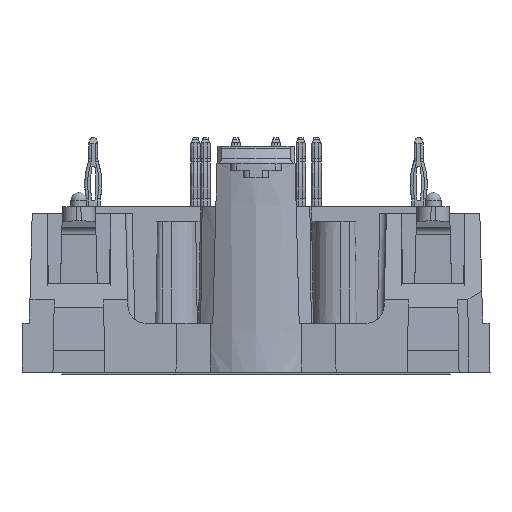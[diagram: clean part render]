
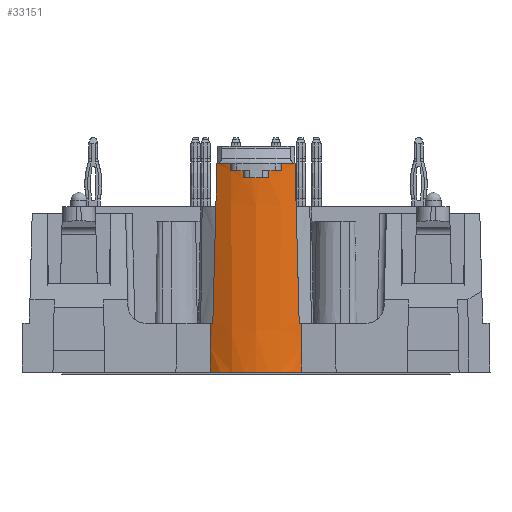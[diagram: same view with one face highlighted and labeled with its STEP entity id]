
A CAD part, left-side view. The second image highlights one B-rep face of the part: STEP entity #33151.
In plain terms, the highlighted conical face has half-angle 0.516 degrees and reference radius 5.5 mm.
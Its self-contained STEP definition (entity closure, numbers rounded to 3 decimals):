
#23=CONICAL_SURFACE('',#47698,5.5,0.009);
#100=ELLIPSE('',#47697,248.172,3.71);
#101=ELLIPSE('',#47701,283.039,6.957);
#102=ELLIPSE('',#47707,283.039,6.957);
#103=ELLIPSE('',#47709,248.172,3.71);
#1440=CIRCLE('',#47699,5.469);
#1441=CIRCLE('',#47700,5.5);
#1442=CIRCLE('',#47702,5.6);
#1443=CIRCLE('',#47703,5.595);
#1444=CIRCLE('',#47704,5.591);
#1445=CIRCLE('',#47705,5.595);
#1446=CIRCLE('',#47706,5.6);
#1447=CIRCLE('',#47708,5.5);
#4629=ORIENTED_EDGE('',*,*,#14395,.T.);
#4630=ORIENTED_EDGE('',*,*,#14394,.F.);
#4631=ORIENTED_EDGE('',*,*,#14396,.T.);
#4632=ORIENTED_EDGE('',*,*,#14397,.T.);
#4633=ORIENTED_EDGE('',*,*,#14398,.T.);
#4634=ORIENTED_EDGE('',*,*,#14399,.T.);
#4635=ORIENTED_EDGE('',*,*,#14400,.T.);
#4636=ORIENTED_EDGE('',*,*,#14401,.T.);
#4637=ORIENTED_EDGE('',*,*,#14402,.T.);
#4638=ORIENTED_EDGE('',*,*,#14403,.T.);
#4639=ORIENTED_EDGE('',*,*,#14404,.T.);
#4640=ORIENTED_EDGE('',*,*,#14405,.T.);
#4641=ORIENTED_EDGE('',*,*,#14406,.T.);
#4642=ORIENTED_EDGE('',*,*,#14407,.T.);
#4643=ORIENTED_EDGE('',*,*,#14408,.T.);
#4644=ORIENTED_EDGE('',*,*,#14409,.F.);
#14394=EDGE_CURVE('',#19329,#19328,#100,.T.);
#14395=EDGE_CURVE('',#19330,#19328,#1440,.T.);
#14396=EDGE_CURVE('',#19329,#19331,#1441,.T.);
#14397=EDGE_CURVE('',#19331,#19332,#101,.T.);
#14398=EDGE_CURVE('',#19332,#19333,#1442,.T.);
#14399=EDGE_CURVE('',#19333,#19334,#22580,.T.);
#14400=EDGE_CURVE('',#19334,#19335,#1443,.T.);
#14401=EDGE_CURVE('',#19335,#19336,#22581,.T.);
#14402=EDGE_CURVE('',#19336,#19337,#1444,.T.);
#14403=EDGE_CURVE('',#19337,#19338,#22582,.T.);
#14404=EDGE_CURVE('',#19338,#19339,#1445,.T.);
#14405=EDGE_CURVE('',#19339,#19340,#22583,.T.);
#14406=EDGE_CURVE('',#19340,#19341,#1446,.T.);
#14407=EDGE_CURVE('',#19341,#19342,#102,.T.);
#14408=EDGE_CURVE('',#19342,#19343,#1447,.T.);
#14409=EDGE_CURVE('',#19330,#19343,#103,.T.);
#19328=VERTEX_POINT('',#60179);
#19329=VERTEX_POINT('',#60181);
#19330=VERTEX_POINT('',#60185);
#19331=VERTEX_POINT('',#60187);
#19332=VERTEX_POINT('',#60189);
#19333=VERTEX_POINT('',#60191);
#19334=VERTEX_POINT('',#60193);
#19335=VERTEX_POINT('',#60195);
#19336=VERTEX_POINT('',#60197);
#19337=VERTEX_POINT('',#60199);
#19338=VERTEX_POINT('',#60201);
#19339=VERTEX_POINT('',#60203);
#19340=VERTEX_POINT('',#60205);
#19341=VERTEX_POINT('',#60207);
#19342=VERTEX_POINT('',#60209);
#19343=VERTEX_POINT('',#60211);
#22580=LINE('',#60192,#25505);
#22581=LINE('',#60196,#25506);
#22582=LINE('',#60200,#25507);
#22583=LINE('',#60204,#25508);
#25505=VECTOR('',#50979,1000.);
#25506=VECTOR('',#50982,1000.);
#25507=VECTOR('',#50985,1000.);
#25508=VECTOR('',#50988,1000.);
#28194=EDGE_LOOP('',(#4629,#4630,#4631,#4632,#4633,#4634,#4635,#4636,#4637,
#4638,#4639,#4640,#4641,#4642,#4643,#4644));
#30250=FACE_BOUND('',#28194,.T.);
#33151=ADVANCED_FACE('',(#30250),#23,.T.);
#47697=AXIS2_PLACEMENT_3D('',#60182,#50967,#50968);
#47698=AXIS2_PLACEMENT_3D('',#60183,#50969,#50970);
#47699=AXIS2_PLACEMENT_3D('',#60184,#50971,#50972);
#47700=AXIS2_PLACEMENT_3D('',#60186,#50973,#50974);
#47701=AXIS2_PLACEMENT_3D('',#60188,#50975,#50976);
#47702=AXIS2_PLACEMENT_3D('',#60190,#50977,#50978);
#47703=AXIS2_PLACEMENT_3D('',#60194,#50980,#50981);
#47704=AXIS2_PLACEMENT_3D('',#60198,#50983,#50984);
#47705=AXIS2_PLACEMENT_3D('',#60202,#50986,#50987);
#47706=AXIS2_PLACEMENT_3D('',#60206,#50989,#50990);
#47707=AXIS2_PLACEMENT_3D('',#60208,#50991,#50992);
#47708=AXIS2_PLACEMENT_3D('',#60210,#50993,#50994);
#47709=AXIS2_PLACEMENT_3D('',#60212,#50995,#50996);
#50967=DIRECTION('',(1.,0.,0.017));
#50968=DIRECTION('',(-0.017,0.,1.));
#50969=DIRECTION('',(0.,0.,1.));
#50970=DIRECTION('',(-1.,0.,0.));
#50971=DIRECTION('',(0.,0.,1.));
#50972=DIRECTION('',(1.,0.,0.));
#50973=DIRECTION('',(0.,0.,-1.));
#50974=DIRECTION('',(-1.,0.,0.));
#50975=DIRECTION('',(0.,1.,-0.026));
#50976=DIRECTION('',(0.,0.026,1.));
#50977=DIRECTION('',(0.,0.,-1.));
#50978=DIRECTION('',(-1.,0.,0.));
#50979=DIRECTION('',(0.009,0.,-1.));
#50980=DIRECTION('',(0.,0.,-1.));
#50981=DIRECTION('',(-1.,0.,0.));
#50982=DIRECTION('',(0.009,0.,-1.));
#50983=DIRECTION('',(0.,0.,-1.));
#50984=DIRECTION('',(-1.,0.,0.));
#50985=DIRECTION('',(-0.009,0.,1.));
#50986=DIRECTION('',(0.,0.,-1.));
#50987=DIRECTION('',(-1.,0.,0.));
#50988=DIRECTION('',(-0.009,0.,1.));
#50989=DIRECTION('',(0.,0.,-1.));
#50990=DIRECTION('',(-1.,0.,0.));
#50991=DIRECTION('',(0.,-1.,-0.026));
#50992=DIRECTION('',(0.,-0.026,1.));
#50993=DIRECTION('',(0.,0.,-1.));
#50994=DIRECTION('',(-1.,0.,0.));
#50995=DIRECTION('',(1.,0.,0.017));
#50996=DIRECTION('',(-0.017,0.,1.));
#60179=CARTESIAN_POINT('',(-31.941,-3.193,0.));
#60181=CARTESIAN_POINT('',(-32.,-3.162,3.4));
#60182=CARTESIAN_POINT('',(-29.735,0.,-126.336));
#60183=CARTESIAN_POINT('',(-27.5,0.,3.4));
#60184=CARTESIAN_POINT('',(-27.5,0.,0.));
#60185=CARTESIAN_POINT('',(-31.941,3.193,0.));
#60186=CARTESIAN_POINT('',(-27.5,0.,3.4));
#60187=CARTESIAN_POINT('',(-32.11,-3.,3.4));
#60188=CARTESIAN_POINT('',(-27.5,2.549,215.309));
#60189=CARTESIAN_POINT('',(-32.401,-2.709,14.5));
#60190=CARTESIAN_POINT('',(-27.5,0.,14.5));
#60191=CARTESIAN_POINT('',(-32.82,-1.75,14.5));
#60192=CARTESIAN_POINT('',(-32.817,-1.75,14.25));
#60193=CARTESIAN_POINT('',(-32.815,-1.75,14.));
#60194=CARTESIAN_POINT('',(-27.5,0.,14.));
#60195=CARTESIAN_POINT('',(-33.023,-0.9,14.));
#60196=CARTESIAN_POINT('',(-33.02,-0.9,13.75));
#60197=CARTESIAN_POINT('',(-33.018,-0.9,13.5));
#60198=CARTESIAN_POINT('',(-27.5,0.,13.5));
#60199=CARTESIAN_POINT('',(-33.018,0.9,13.5));
#60200=CARTESIAN_POINT('',(-33.02,0.9,13.75));
#60201=CARTESIAN_POINT('',(-33.023,0.9,14.));
#60202=CARTESIAN_POINT('',(-27.5,0.,14.));
#60203=CARTESIAN_POINT('',(-32.815,1.75,14.));
#60204=CARTESIAN_POINT('',(-32.817,1.75,14.25));
#60205=CARTESIAN_POINT('',(-32.82,1.75,14.5));
#60206=CARTESIAN_POINT('',(-27.5,0.,14.5));
#60207=CARTESIAN_POINT('',(-32.401,2.709,14.5));
#60208=CARTESIAN_POINT('',(-27.5,-2.549,215.309));
#60209=CARTESIAN_POINT('',(-32.11,3.,3.4));
#60210=CARTESIAN_POINT('',(-27.5,0.,3.4));
#60211=CARTESIAN_POINT('',(-32.,3.162,3.4));
#60212=CARTESIAN_POINT('',(-29.735,0.,-126.336));
